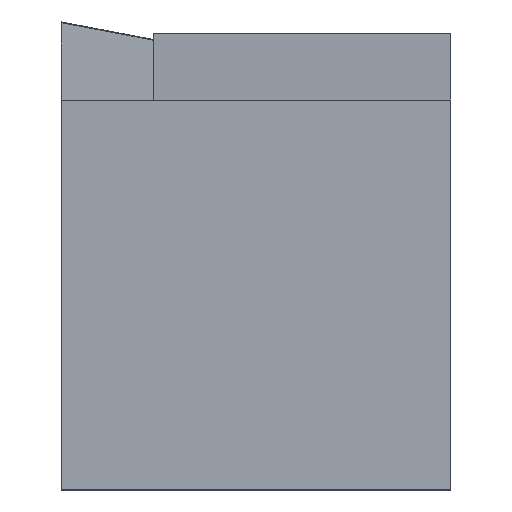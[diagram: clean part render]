
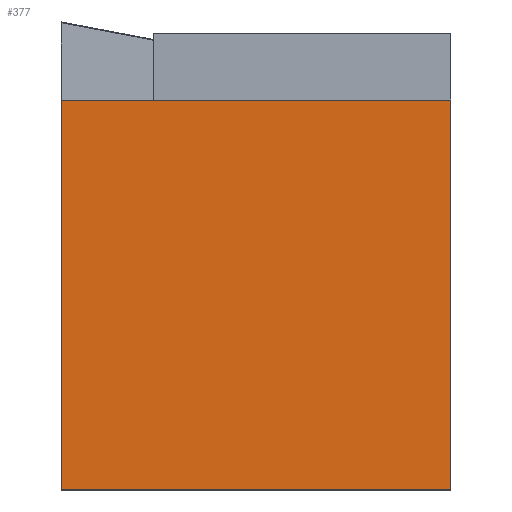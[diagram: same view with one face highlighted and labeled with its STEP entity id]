
A CAD part, left-side view. The second image highlights one B-rep face of the part: STEP entity #377.
In plain terms, the highlighted face is planar.
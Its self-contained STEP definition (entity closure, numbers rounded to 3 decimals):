
#112=DIRECTION('',(0.,1.,0.));
#113=VECTOR('',#112,10.);
#114=CARTESIAN_POINT('',(0.,0.,0.));
#115=LINE('',#114,#113);
#119=DIRECTION('',(1.,0.,0.));
#120=VECTOR('',#119,10.);
#121=CARTESIAN_POINT('',(0.,10.,0.));
#122=LINE('',#121,#120);
#126=DIRECTION('',(0.,-1.,0.));
#127=VECTOR('',#126,10.);
#128=CARTESIAN_POINT('',(10.,10.,0.));
#129=LINE('',#128,#127);
#133=DIRECTION('',(-1.,0.,0.));
#134=VECTOR('',#133,10.);
#135=CARTESIAN_POINT('',(10.,0.,0.));
#136=LINE('',#135,#134);
#322=CARTESIAN_POINT('',(10.,0.,0.));
#323=CARTESIAN_POINT('',(0.,0.,0.));
#324=VERTEX_POINT('',#322);
#325=VERTEX_POINT('',#323);
#326=CARTESIAN_POINT('',(10.,10.,0.));
#327=VERTEX_POINT('',#326);
#328=CARTESIAN_POINT('',(0.,10.,0.));
#329=VERTEX_POINT('',#328);
#362=CARTESIAN_POINT('',(0.,0.,0.));
#363=DIRECTION('',(0.,0.,-1.));
#364=DIRECTION('',(0.,1.,0.));
#365=AXIS2_PLACEMENT_3D('',#362,#363,#364);
#366=PLANE('',#365);
#368=ORIENTED_EDGE('',*,*,#367,.T.);
#370=ORIENTED_EDGE('',*,*,#369,.T.);
#372=ORIENTED_EDGE('',*,*,#371,.T.);
#374=ORIENTED_EDGE('',*,*,#373,.T.);
#375=EDGE_LOOP('',(#368,#370,#372,#374));
#376=FACE_OUTER_BOUND('',#375,.F.);
#367=EDGE_CURVE('',#325,#329,#115,.T.);
#369=EDGE_CURVE('',#329,#327,#122,.T.);
#371=EDGE_CURVE('',#327,#324,#129,.T.);
#373=EDGE_CURVE('',#324,#325,#136,.T.);
#377=ADVANCED_FACE('',(#376),#366,.F.);
